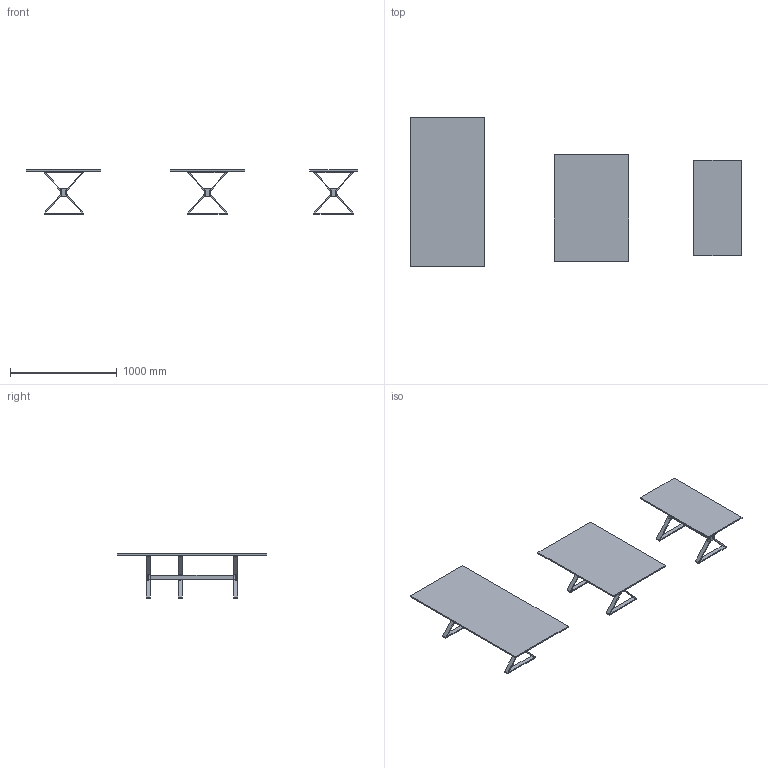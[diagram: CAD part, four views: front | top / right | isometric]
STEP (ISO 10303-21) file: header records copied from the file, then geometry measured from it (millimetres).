
FILE_DESCRIPTION(/* description */ (''),/* implementation_level */ '2;1');
FILE_NAME(/* name */ 'HYPE_T~1',/* time_stamp */ '2019-05-27T12:54:49+02:00',/* author */ (''),/* organization */ (''),/* preprocessor_version */ 'ST-DEVELOPER v16.5',/* originating_system */ '',/* authorisation */ '');
FILE_SCHEMA (('CONFIG_CONTROL_DESIGN'));
Length unit declared in the file: millimetre
Products named in the file (1): Document
Bounding box: 3109.12 x 1400 x 414.77 mm (x, y, z)
Volume: 30465810 mm3; surface area: 5616242.3 mm2
Topology: 36 solids, 36 shells, 288 faces, 648 edges, 432 vertices
Faces by surface type: plane 144, bspline 144
Entity records: 7076 total; most frequent: CARTESIAN_POINT 3026, ORIENTED_EDGE 1296, EDGE_CURVE 648, VERTEX_POINT 432, ADVANCED_FACE 288, FACE_OUTER_BOUND 288, EDGE_LOOP 288, B_SPLINE_CURVE_WITH_KNOTS 216
